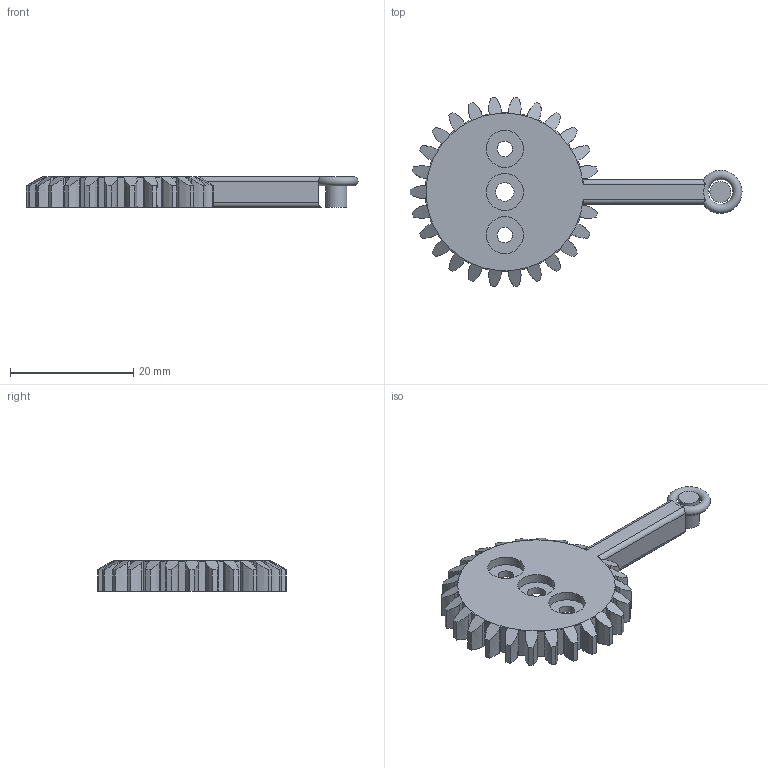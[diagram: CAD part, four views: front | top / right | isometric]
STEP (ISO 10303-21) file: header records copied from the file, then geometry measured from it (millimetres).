
FILE_DESCRIPTION(('FreeCAD Model'),'2;1');
FILE_NAME('Open CASCADE Shape Model','2021-07-31T14:16:45',('Author'),( ''),'Open CASCADE STEP processor 7.5','FreeCAD','Unknown');
FILE_SCHEMA(('AUTOMOTIVE_DESIGN { 1 0 10303 214 1 1 1 1 }'));
Length unit declared in the file: millimetre
Products named in the file (1): GripperActiveArm
Bounding box: 53.89 x 30.66 x 5 mm (x, y, z)
Volume: 2525.3 mm3; surface area: 2760.6 mm2
Topology: 2 solids, 2 shells, 177 faces, 505 edges, 335 vertices
Faces by surface type: extrusion 151, cylinder 13, plane 10, torus 2, cone 1
Full cylindrical faces by diameter (mm): 2.5 x2, 3 x1, 3.4 x1, 6 x3, 21.5 x1
Entity records: 22357 total; most frequent: CARTESIAN_POINT 13770, ORIENTED_EDGE 1006, PCURVE 1006, DEFINITIONAL_REPRESENTATION 1006, B_SPLINE_CURVE_WITH_KNOTS 942, DIRECTION 935, VECTOR 829, LINE 678
